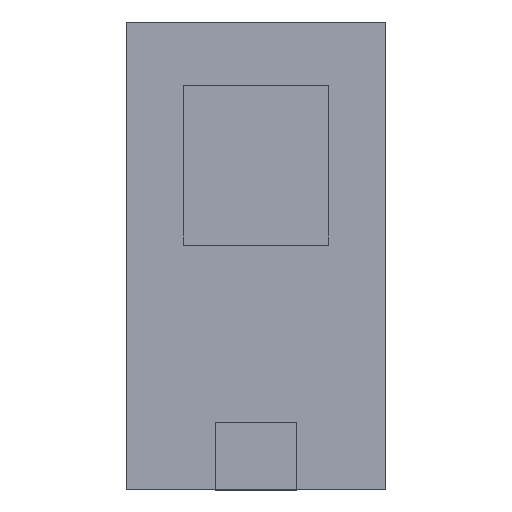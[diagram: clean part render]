
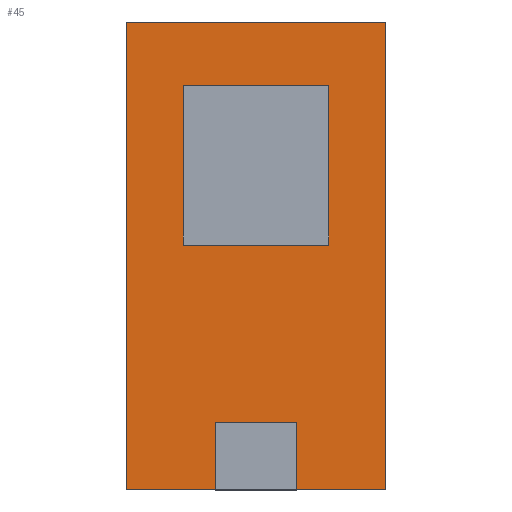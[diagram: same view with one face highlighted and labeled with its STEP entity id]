
A CAD part, front view. The second image highlights one B-rep face of the part: STEP entity #45.
In plain terms, the highlighted planar face has unit normal (0, -1, 0).
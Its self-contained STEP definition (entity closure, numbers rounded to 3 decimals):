
#45=ADVANCED_FACE('',(#75),#415,.T.);
#75=FACE_OUTER_BOUND('',#105,.T.);
#105=EDGE_LOOP('',(#204,#205,#206,#207));
#204=ORIENTED_EDGE('',*,*,#270,.T.);
#205=ORIENTED_EDGE('',*,*,#274,.T.);
#206=ORIENTED_EDGE('',*,*,#277,.T.);
#207=ORIENTED_EDGE('',*,*,#279,.T.);
#270=EDGE_CURVE('',#379,#378,#330,.T.);
#274=EDGE_CURVE('',#378,#381,#334,.T.);
#277=EDGE_CURVE('',#381,#383,#337,.T.);
#279=EDGE_CURVE('',#383,#379,#339,.T.);
#330=B_SPLINE_CURVE_WITH_KNOTS('',1,(#708,#709),.UNSPECIFIED.,.F.,.F.,(2,
2),(0.,28.6),.UNSPECIFIED.);
#334=B_SPLINE_CURVE_WITH_KNOTS('',1,(#716,#717),.UNSPECIFIED.,.F.,.F.,(2,
2),(28.6,80.22),.UNSPECIFIED.);
#337=B_SPLINE_CURVE_WITH_KNOTS('',1,(#722,#723),.UNSPECIFIED.,.F.,.F.,(2,
2),(80.22,108.82),.UNSPECIFIED.);
#339=B_SPLINE_CURVE_WITH_KNOTS('',1,(#726,#727),.UNSPECIFIED.,.F.,.F.,(2,
2),(108.82,160.44),.UNSPECIFIED.);
#378=VERTEX_POINT('',#698);
#379=VERTEX_POINT('',#699);
#381=VERTEX_POINT('',#701);
#383=VERTEX_POINT('',#703);
#415=PLANE('',#533);
#533=AXIS2_PLACEMENT_3D('',#695,#566,$);
#566=DIRECTION('',(0.,-1.,0.));
#695=CARTESIAN_POINT('',(13.667,439.667,25.837));
#698=CARTESIAN_POINT('',(-14.933,439.667,25.837));
#699=CARTESIAN_POINT('',(13.667,439.667,25.837));
#701=CARTESIAN_POINT('',(-14.933,439.667,-25.783));
#703=CARTESIAN_POINT('',(13.667,439.667,-25.783));
#708=CARTESIAN_POINT('',(13.667,439.667,25.837));
#709=CARTESIAN_POINT('',(-14.933,439.667,25.837));
#716=CARTESIAN_POINT('',(-14.933,439.667,25.837));
#717=CARTESIAN_POINT('',(-14.933,439.667,-25.783));
#722=CARTESIAN_POINT('',(-14.933,439.667,-25.783));
#723=CARTESIAN_POINT('',(13.667,439.667,-25.783));
#726=CARTESIAN_POINT('',(13.667,439.667,-25.783));
#727=CARTESIAN_POINT('',(13.667,439.667,25.837));
